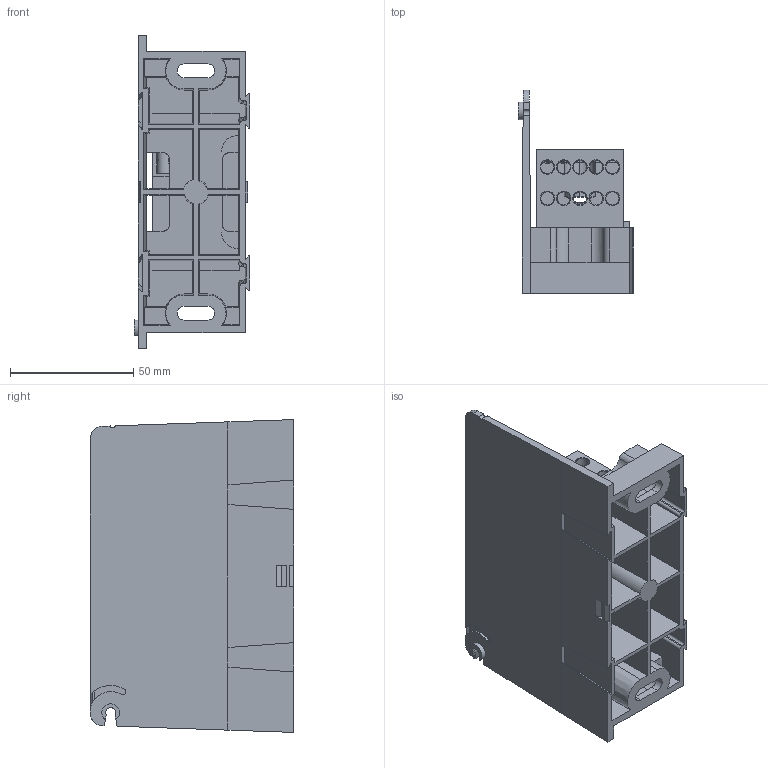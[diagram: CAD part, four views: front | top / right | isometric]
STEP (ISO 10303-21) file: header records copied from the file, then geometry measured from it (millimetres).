
FILE_DESCRIPTION (( 'STEP AP214' ), '1' );
FILE_NAME ('701931rev-ADDER.STEP', '2015-06-24T15:27:15', ( '' ), ( '' ), 'SwSTEP 2.0', 'SolidWorks 2014', '' );
FILE_SCHEMA (( 'AUTOMOTIVE_DESIGN' ));
Length unit declared in the file: inch
Products named in the file (1): 701931rev-ADDER
Bounding box: 46.93 x 82.55 x 127.01 mm (x, y, z)
Surface area: 58948.4 mm2 (no closed solid volume)
Topology: 0 solids, 26 shells, 366 faces, 1320 edges, 939 vertices
Faces by surface type: plane 174, cylinder 114, cone 76, bspline 2
Entity records: 22325 total; most frequent: CARTESIAN_POINT 6973, ORIENTED_EDGE 2132, DIRECTION 1984, EDGE_CURVE 1316, VERTEX_POINT 939, LINE 788, VECTOR 788, AXIS2_PLACEMENT_3D 598
